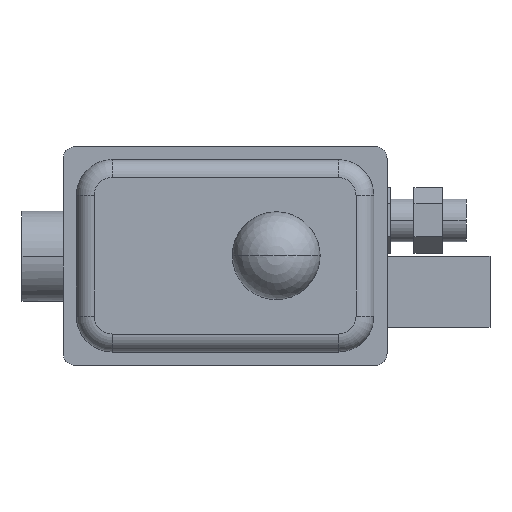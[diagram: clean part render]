
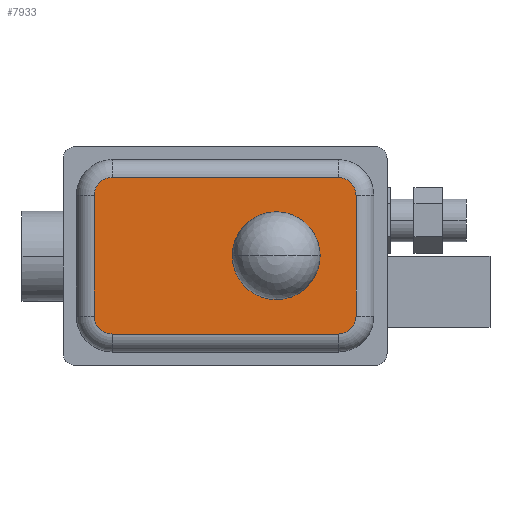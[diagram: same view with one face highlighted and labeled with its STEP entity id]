
A CAD part, top view. The second image highlights one B-rep face of the part: STEP entity #7933.
In plain terms, the highlighted planar face has unit normal (0, 0, 1).
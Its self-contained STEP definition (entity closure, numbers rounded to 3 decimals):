
#4057=VERTEX_POINT('',#11934);
#4449=EDGE_CURVE('',#8493,#4811,#12362,.T.);
#4681=VERTEX_POINT('',#12614);
#4811=VERTEX_POINT('',#12763);
#4881=VERTEX_POINT('',#12838);
#6675=VERTEX_POINT('',#14804);
#6721=EDGE_CURVE('',#4881,#10003,#14858,.T.);
#6893=EDGE_CURVE('',#9977,#4881,#15043,.T.);
#7525=EDGE_CURVE('',#8985,#9977,#15729,.T.);
#7823=EDGE_CURVE('',#11739,#4057,#16055,.T.);
#7933=ADVANCED_FACE('',(#16170,#16171),#16172,.T.);
#8493=VERTEX_POINT('',#16777);
#8927=EDGE_CURVE('',#4681,#6675,#17244,.T.);
#8985=VERTEX_POINT('',#17308);
#9093=EDGE_CURVE('',#4811,#8985,#17429,.T.);
#9095=EDGE_CURVE('',#4057,#11739,#17431,.T.);
#9977=VERTEX_POINT('',#18413);
#10003=VERTEX_POINT('',#18440);
#10247=EDGE_CURVE('',#4681,#8493,#18707,.T.);
#11151=EDGE_CURVE('',#10003,#6675,#19694,.T.);
#11739=VERTEX_POINT('',#20340);
#11934=CARTESIAN_POINT('',(-5.0,0.,241.501));
#12362=LINE('',#21343,#21344);
#12614=CARTESIAN_POINT('',(26.1,32.95,241.501));
#12763=CARTESIAN_POINT('',(33.6,-25.45,241.501));
#12838=CARTESIAN_POINT('',(-76.6,-25.45,241.501));
#14804=CARTESIAN_POINT('',(-69.1,32.95,241.501));
#14858=LINE('',#25308,#25309);
#15043=CIRCLE('',#25640,7.5);
#15729=LINE('',#26803,#26804);
#16055=CIRCLE('',#27354,5.0);
#16170=FACE_BOUND('',#27537,.T.);
#16171=FACE_OUTER_BOUND('',#27538,.T.);
#16172=PLANE('',#27539);
#16777=CARTESIAN_POINT('',(33.6,25.45,241.501));
#17244=LINE('',#29591,#29592);
#17308=CARTESIAN_POINT('',(26.1,-32.95,241.501));
#17429=CIRCLE('',#29921,7.5);
#17431=CIRCLE('',#29924,5.0);
#18413=CARTESIAN_POINT('',(-69.1,-32.95,241.501));
#18440=CARTESIAN_POINT('',(-76.6,25.45,241.501));
#18707=CIRCLE('',#32034,7.5);
#19694=CIRCLE('',#33588,7.5);
#20340=CARTESIAN_POINT('',(5.0,0.,241.501));
#21343=CARTESIAN_POINT('',(33.6,25.45,241.501));
#21344=VECTOR('',#35385,1.0);
#25308=CARTESIAN_POINT('',(-76.6,-25.45,241.501));
#25309=VECTOR('',#38231,1.0);
#25640=AXIS2_PLACEMENT_3D('',#38460,#38461,#38462);
#26803=CARTESIAN_POINT('',(26.1,-32.95,241.501));
#26804=VECTOR('',#39215,1.0);
#27354=AXIS2_PLACEMENT_3D('',#39604,#39605,#39606);
#27537=EDGE_LOOP('',(#39699,#39700));
#27538=EDGE_LOOP('',(#39701,#39702,#39703,#39704,#39705,#39706,#39707,#39708));
#27539=AXIS2_PLACEMENT_3D('',#39709,#39710,#39711);
#29591=CARTESIAN_POINT('',(26.1,32.95,241.501));
#29592=VECTOR('',#40833,1.0);
#29921=AXIS2_PLACEMENT_3D('',#41079,#41080,#41081);
#29924=AXIS2_PLACEMENT_3D('',#41082,#41083,#41084);
#32034=AXIS2_PLACEMENT_3D('',#42559,#42560,#42561);
#33588=AXIS2_PLACEMENT_3D('',#43672,#43673,#43674);
#35385=DIRECTION('',(0.0,-1.0,0.0));
#38231=DIRECTION('',(0.0,1.0,0.0));
#38460=CARTESIAN_POINT('',(-69.1,-25.45,241.501));
#38461=DIRECTION('',(0.0,0.0,-1.0));
#38462=DIRECTION('',(-1.0,0.0,0.0));
#39215=DIRECTION('',(-1.0,0.0,0.0));
#39604=CARTESIAN_POINT('',(0.0,0.0,241.501));
#39605=DIRECTION('',(-0.0,0.0,-1.0));
#39606=DIRECTION('',(-1.0,0.0,0.0));
#39699=ORIENTED_EDGE('',*,*,#7823,.T.);
#39700=ORIENTED_EDGE('',*,*,#9095,.T.);
#39701=ORIENTED_EDGE('',*,*,#6893,.F.);
#39702=ORIENTED_EDGE('',*,*,#7525,.F.);
#39703=ORIENTED_EDGE('',*,*,#9093,.F.);
#39704=ORIENTED_EDGE('',*,*,#4449,.F.);
#39705=ORIENTED_EDGE('',*,*,#10247,.F.);
#39706=ORIENTED_EDGE('',*,*,#8927,.T.);
#39707=ORIENTED_EDGE('',*,*,#11151,.F.);
#39708=ORIENTED_EDGE('',*,*,#6721,.F.);
#39709=CARTESIAN_POINT('',(-72.85,25.45,241.501));
#39710=DIRECTION('',(0.0,0.0,1.0));
#39711=DIRECTION('',(1.0,0.0,0.0));
#40833=DIRECTION('',(-1.0,0.0,0.0));
#41079=CARTESIAN_POINT('',(26.1,-25.45,241.501));
#41080=DIRECTION('',(0.0,0.0,-1.0));
#41081=DIRECTION('',(-1.0,0.0,0.0));
#41082=CARTESIAN_POINT('',(0.0,0.0,241.501));
#41083=DIRECTION('',(-0.0,0.0,-1.0));
#41084=DIRECTION('',(-1.0,0.0,0.0));
#42559=CARTESIAN_POINT('',(26.1,25.45,241.501));
#42560=DIRECTION('',(0.0,0.0,-1.0));
#42561=DIRECTION('',(-1.0,0.0,0.0));
#43672=CARTESIAN_POINT('',(-69.1,25.45,241.501));
#43673=DIRECTION('',(0.0,0.0,-1.0));
#43674=DIRECTION('',(-1.0,0.0,0.0));
